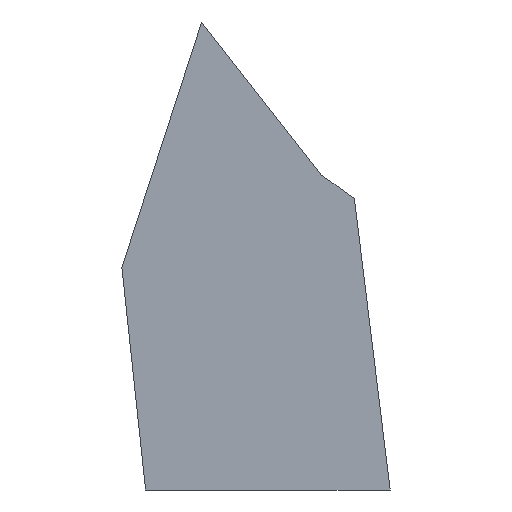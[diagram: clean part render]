
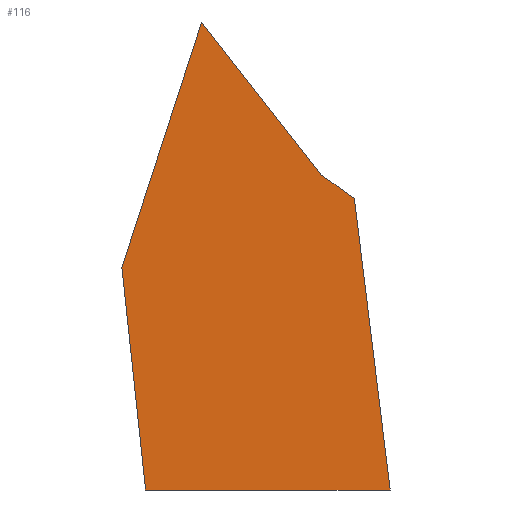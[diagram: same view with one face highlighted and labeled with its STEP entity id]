
A CAD part, left-side view. The second image highlights one B-rep face of the part: STEP entity #116.
In plain terms, the highlighted planar face has unit normal (-1, 0, 0).
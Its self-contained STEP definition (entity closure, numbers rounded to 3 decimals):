
#1=DIRECTION('',(0.,-0.122,-0.993));
#2=VECTOR('',#1,84.);
#3=CARTESIAN_POINT('',(-1.,0.,0.));
#4=LINE('',#3,#2);
#5=DIRECTION('',(0.,1.,0.));
#6=VECTOR('',#5,70.);
#7=CARTESIAN_POINT('',(-1.,-10.237,-83.374));
#8=LINE('',#7,#6);
#9=DIRECTION('',(0.,0.106,0.994));
#10=VECTOR('',#9,64.1);
#11=CARTESIAN_POINT('',(-1.,59.763,-83.374));
#12=LINE('',#11,#10);
#13=DIRECTION('',(0.,-0.309,0.951));
#14=VECTOR('',#13,73.816);
#15=CARTESIAN_POINT('',(-1.,66.537,-19.633));
#16=LINE('',#15,#14);
#17=DIRECTION('',(0.,-0.618,-0.787));
#18=VECTOR('',#17,55.7);
#19=CARTESIAN_POINT('',(-1.,43.726,50.571));
#20=LINE('',#19,#18);
#21=DIRECTION('',(0.,-0.81,-0.587));
#22=VECTOR('',#21,11.521);
#23=CARTESIAN_POINT('',(-1.,9.328,6.762));
#24=LINE('',#23,#22);
#73=CARTESIAN_POINT('',(-1.,0.,0.));
#74=CARTESIAN_POINT('',(-1.,-10.237,-83.374));
#75=VERTEX_POINT('',#73);
#76=VERTEX_POINT('',#74);
#77=CARTESIAN_POINT('',(-1.,59.763,-83.374));
#78=VERTEX_POINT('',#77);
#79=CARTESIAN_POINT('',(-1.,66.537,-19.633));
#80=VERTEX_POINT('',#79);
#81=CARTESIAN_POINT('',(-1.,43.726,50.571));
#82=VERTEX_POINT('',#81);
#93=CARTESIAN_POINT('',(-1.,9.328,6.762));
#94=VERTEX_POINT('',#93);
#97=CARTESIAN_POINT('',(-1.,0.,0.));
#98=DIRECTION('',(1.,0.,0.));
#99=DIRECTION('',(0.,0.,-1.));
#100=AXIS2_PLACEMENT_3D('',#97,#98,#99);
#101=PLANE('',#100);
#103=ORIENTED_EDGE('',*,*,#102,.T.);
#105=ORIENTED_EDGE('',*,*,#104,.T.);
#107=ORIENTED_EDGE('',*,*,#106,.T.);
#109=ORIENTED_EDGE('',*,*,#108,.T.);
#111=ORIENTED_EDGE('',*,*,#110,.T.);
#113=ORIENTED_EDGE('',*,*,#112,.T.);
#114=EDGE_LOOP('',(#103,#105,#107,#109,#111,#113));
#115=FACE_OUTER_BOUND('',#114,.F.);
#116=ADVANCED_FACE('',(#115),#101,.F.);
#102=EDGE_CURVE('',#75,#76,#4,.T.);
#104=EDGE_CURVE('',#76,#78,#8,.T.);
#106=EDGE_CURVE('',#78,#80,#12,.T.);
#108=EDGE_CURVE('',#80,#82,#16,.T.);
#110=EDGE_CURVE('',#82,#94,#20,.T.);
#112=EDGE_CURVE('',#94,#75,#24,.T.);
